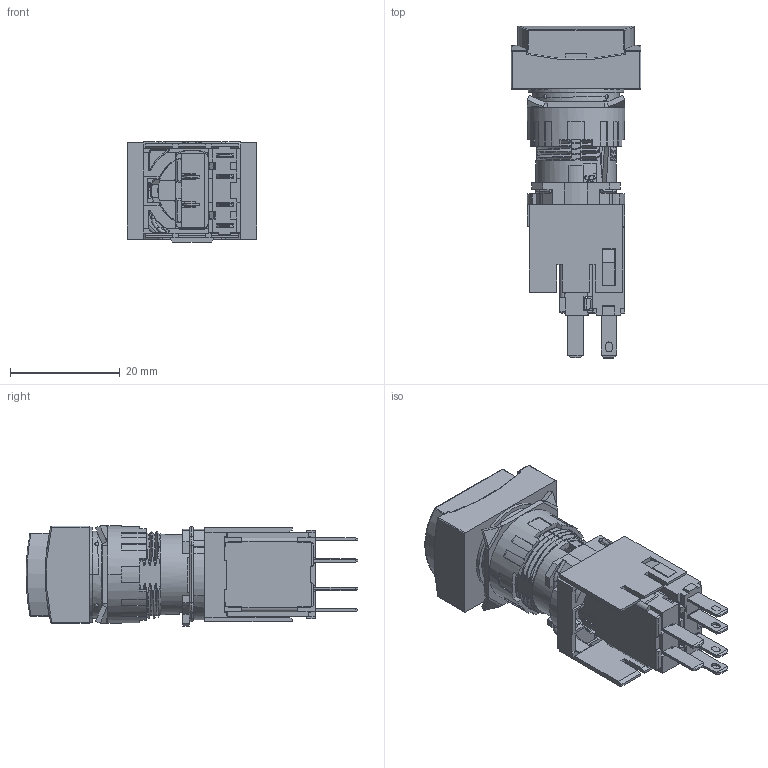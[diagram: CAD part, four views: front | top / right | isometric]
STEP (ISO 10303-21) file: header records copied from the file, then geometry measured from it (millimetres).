
FILE_DESCRIPTION((''),'2;1');
FILE_NAME('152923700A53_SW0002','2021-01-19T14:39:59',('SESA46431'),('Schneider-Electric'),'CREO PARAMETRIC BY PTC INC, 2019164','CREO PARAMETRIC BY PTC INC, 2019164','');
FILE_SCHEMA(('AP242_MANAGED_MODEL_BASED_3D_ENGINEERING_MIM_LF { 1 0 10303 442 1 1 4 }'));
Products named in the file (1): 152923700A53_SW0002
Bounding box: 23.7 x 60.63 x 18.3 mm (x, y, z)
Volume: 6887.4 mm3; surface area: 13656.3 mm2
Topology: 4 solids, 6 shells, 2130 faces, 6149 edges, 3935 vertices
Faces by surface type: plane 1415, cylinder 413, bspline 166, cone 58, torus 46, sphere 32
Entity records: 117916 total; most frequent: CARTESIAN_POINT 50503, ORIENTED_EDGE 12258, DIRECTION 10090, EDGE_CURVE 6129, VECTOR 4148, LINE 4148, VERTEX_POINT 3935, AXIS2_PLACEMENT_3D 2971
